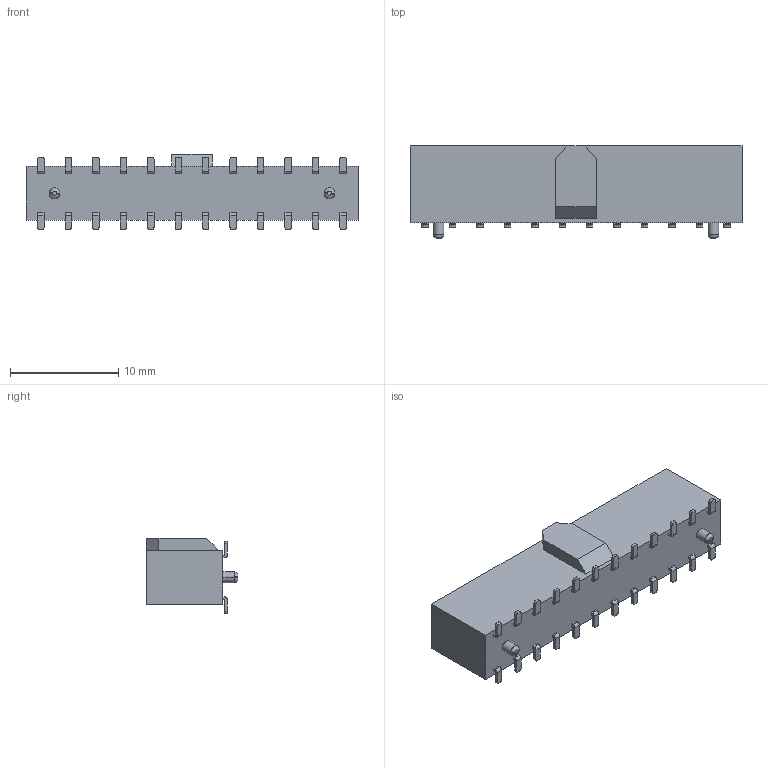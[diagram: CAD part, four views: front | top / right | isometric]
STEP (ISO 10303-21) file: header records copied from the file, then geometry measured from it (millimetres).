
FILE_DESCRIPTION( ('This file contains a STEP AP42 implementation' ,'as created by ZW3D STEP Interface translator.') ,'2;1' );
FILE_NAME( '2171-2XXMXXCUNX3.stp' ,'23 5 3. 938 1', (''), ('ZWCAD Software Co.'), 'Version 1.0', 'ZW3D to STEP translator', '' );
FILE_SCHEMA(('AUTOMOTIVE_DESIGN { 1 0 10303 214 1 1 1 1 }'));
Length unit declared in the file: millimetre
Products named in the file (2): 0; 2171-220MXXCUNX3
Bounding box: 30.68 x 8.5 x 6.95 mm (x, y, z)
Volume: 796.5 mm3; surface area: 2546.5 mm2
Topology: 1 solids, 1 shells, 2498 faces, 7170 edges, 4748 vertices
Faces by surface type: plane 1622, cylinder 576, bspline 300
Entity records: 111616 total; most frequent: CARTESIAN_POINT 57857, ORIENTED_EDGE 14340, EDGE_CURVE 7170, B_SPLINE_CURVE_WITH_KNOTS 6544, DIRECTION 5120, VERTEX_POINT 4748, EDGE_LOOP 2572, FACE_OUTER_BOUND 2498
